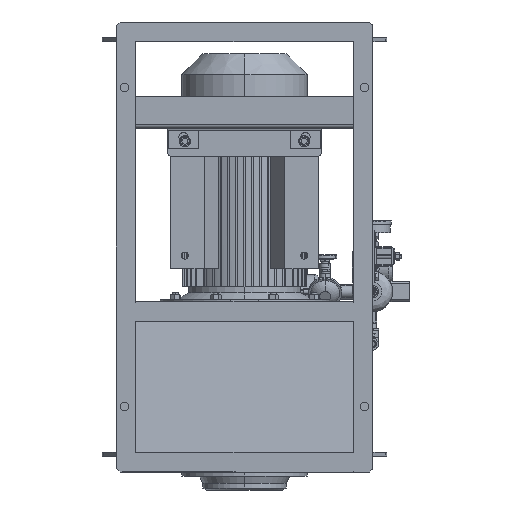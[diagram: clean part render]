
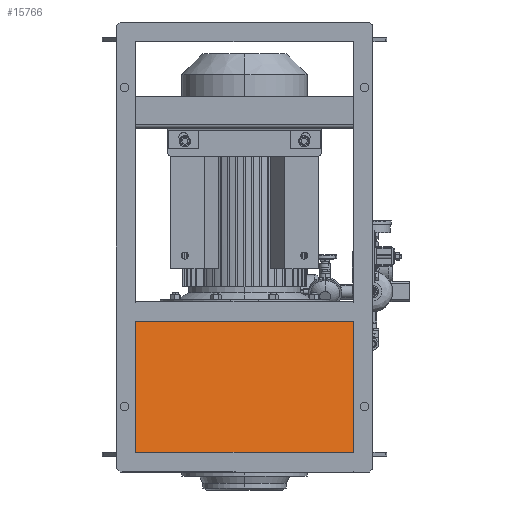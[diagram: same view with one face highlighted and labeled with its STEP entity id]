
A CAD part, front view. The second image highlights one B-rep face of the part: STEP entity #15766.
In plain terms, the highlighted planar face has unit normal (0, -0.988, 0.155).
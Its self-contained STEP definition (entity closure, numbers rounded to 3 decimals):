
#1000 = VECTOR ( 'NONE', #95593, 1000. ) ;
#5622 = LINE ( 'NONE', #114632, #1000 ) ;
#6409 = ORIENTED_EDGE ( 'NONE', *, *, #55862, .T. ) ;
#8300 = ORIENTED_EDGE ( 'NONE', *, *, #31737, .F. ) ;
#11138 = PLANE ( 'NONE',  #32285 ) ;
#15766 = ADVANCED_FACE ( 'NONE', ( #68265 ), #11138, .F. ) ;
#22534 = DIRECTION ( 'NONE',  ( -1., 0., 0. ) ) ;
#23287 = VECTOR ( 'NONE', #52905, 1000. ) ;
#28240 = CARTESIAN_POINT ( 'NONE',  ( -290., -418.976, -122.532 ) ) ;
#31737 = EDGE_CURVE ( 'NONE', #79087, #63435, #83141, .T. ) ;
#32285 = AXIS2_PLACEMENT_3D ( 'NONE', #52346, #51067, #121662 ) ;
#32559 = EDGE_CURVE ( 'NONE', #79087, #86358, #49711, .T. ) ;
#36847 = ORIENTED_EDGE ( 'NONE', *, *, #32559, .T. ) ;
#48232 = CARTESIAN_POINT ( 'NONE',  ( 290., -418.976, -122.532 ) ) ;
#49711 = LINE ( 'NONE', #123028, #23287 ) ;
#51067 = DIRECTION ( 'NONE',  ( 0., 0.988, -0.155 ) ) ;
#52346 = CARTESIAN_POINT ( 'NONE',  ( 290., -418.976, -122.532 ) ) ;
#52905 = DIRECTION ( 'NONE',  ( -1., 0., 0. ) ) ;
#54376 = CARTESIAN_POINT ( 'NONE',  ( -290., -363.976, 227. ) ) ;
#54392 = EDGE_LOOP ( 'NONE', ( #36847, #6409, #125505, #8300 ) ) ;
#54869 = CARTESIAN_POINT ( 'NONE',  ( 290., -418.976, -122.532 ) ) ;
#55862 = EDGE_CURVE ( 'NONE', #86358, #99519, #5622, .T. ) ;
#63435 = VERTEX_POINT ( 'NONE', #48232 ) ;
#64811 = DIRECTION ( 'NONE',  ( 0., -0.155, -0.988 ) ) ;
#68265 = FACE_OUTER_BOUND ( 'NONE', #54392, .T. ) ;
#77169 = CARTESIAN_POINT ( 'NONE',  ( 290., -363.976, 227. ) ) ;
#79087 = VERTEX_POINT ( 'NONE', #77169 ) ;
#83141 = LINE ( 'NONE', #54869, #127978 ) ;
#86358 = VERTEX_POINT ( 'NONE', #54376 ) ;
#95593 = DIRECTION ( 'NONE',  ( 0., -0.155, -0.988 ) ) ;
#99519 = VERTEX_POINT ( 'NONE', #28240 ) ;
#103330 = LINE ( 'NONE', #110567, #118902 ) ;
#109811 = EDGE_CURVE ( 'NONE', #63435, #99519, #103330, .T. ) ;
#110567 = CARTESIAN_POINT ( 'NONE',  ( 290., -418.976, -122.532 ) ) ;
#114632 = CARTESIAN_POINT ( 'NONE',  ( -290., -418.976, -122.532 ) ) ;
#118902 = VECTOR ( 'NONE', #22534, 1000. ) ;
#121662 = DIRECTION ( 'NONE',  ( 0., 0.155, 0.988 ) ) ;
#123028 = CARTESIAN_POINT ( 'NONE',  ( 290., -363.976, 227. ) ) ;
#125505 = ORIENTED_EDGE ( 'NONE', *, *, #109811, .F. ) ;
#127978 = VECTOR ( 'NONE', #64811, 1000. ) ;
